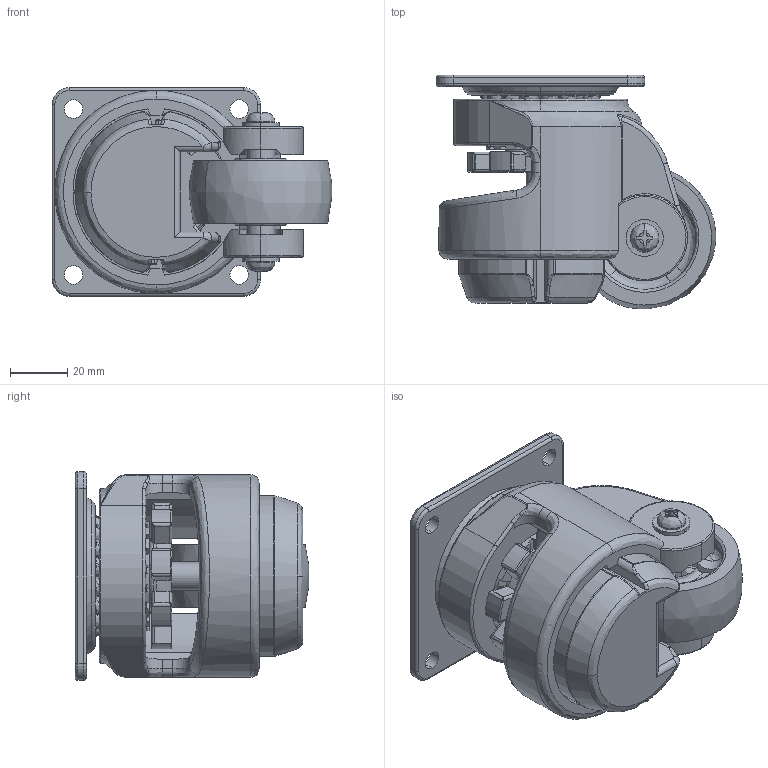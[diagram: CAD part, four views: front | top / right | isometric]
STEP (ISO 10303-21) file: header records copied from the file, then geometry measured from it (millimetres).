
FILE_DESCRIPTION (( 'STEP AP214' ), '1' );
FILE_NAME ('0016579_FSR-300-3_(A-01).step', '2019-03-04T09:26:47', ( '' ), ( '' ), 'SwSTEP 2.0', 'SolidWorks 2018', '' );
FILE_SCHEMA (( 'AUTOMOTIVE_DESIGN' ));
Length unit declared in the file: millimetre
Products named in the file (1): 0016579_FSR-300-3_(A-01)
Bounding box: 97.97 x 81.81 x 73 mm (x, y, z)
Surface area: 80870.3 mm2 (no closed solid volume)
Topology: 0 solids, 11 shells, 817 faces, 2406 edges, 1451 vertices
Faces by surface type: cylinder 274, plane 263, bspline 243, cone 27, torus 10
Full cylindrical faces by diameter (mm): 19 x2
Entity records: 56669 total; most frequent: CARTESIAN_POINT 28648, ORIENTED_EDGE 4309, DIRECTION 3466, EDGE_CURVE 2221, VERTEX_POINT 1451, AXIS2_PLACEMENT_3D 1356, EDGE_LOOP 912, UNCERTAINTY_MEASURE_WITH_UNIT 820
